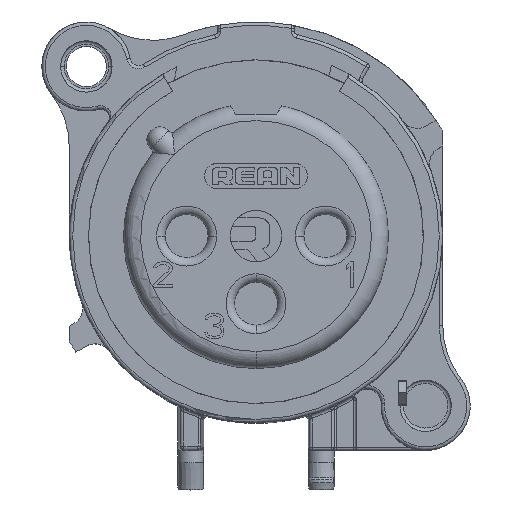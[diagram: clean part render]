
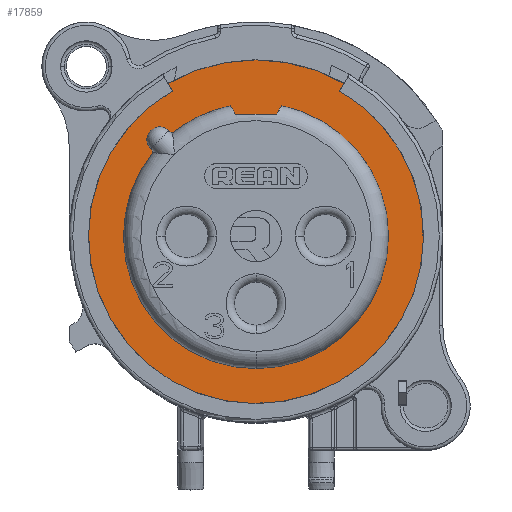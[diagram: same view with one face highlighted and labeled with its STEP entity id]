
A CAD part, top view. The second image highlights one B-rep face of the part: STEP entity #17859.
In plain terms, the highlighted planar face has unit normal (0, 0, 1).
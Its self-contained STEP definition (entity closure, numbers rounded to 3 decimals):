
#3207=CARTESIAN_POINT('',(0.,0.,7.));
#3208=DIRECTION('',(0.,0.,1.));
#3209=DIRECTION('',(0.5,0.866,0.));
#3210=AXIS2_PLACEMENT_3D('',#3207,#3208,#3209);
#3315=DIRECTION('',(-0.5,-0.866,0.));
#3316=VECTOR('',#3315,0.506);
#3317=CARTESIAN_POINT('',(5.141,8.905,7.));
#3318=LINE('',#3317,#3316);
#3319=CARTESIAN_POINT('',(0.,0.,7.));
#3320=DIRECTION('',(0.,0.,-1.));
#3321=DIRECTION('',(0.5,0.866,0.));
#3322=AXIS2_PLACEMENT_3D('',#3319,#3320,#3321);
#3324=DIRECTION('',(0.883,-0.469,0.));
#3325=VECTOR('',#3324,0.178);
#3326=CARTESIAN_POINT('',(9.543,-2.123,7.));
#3327=LINE('',#3326,#3325);
#3328=CARTESIAN_POINT('',(0.,0.,7.));
#3329=DIRECTION('',(0.,0.,-1.));
#3330=DIRECTION('',(0.943,-0.332,0.));
#3331=AXIS2_PLACEMENT_3D('',#3328,#3329,#3330);
#3333=DIRECTION('',(-1.,0.,0.));
#3334=VECTOR('',#3333,0.095);
#3335=CARTESIAN_POINT('',(8.421,-5.9,7.));
#3336=LINE('',#3335,#3334);
#3337=CARTESIAN_POINT('',(0.,0.,7.));
#3338=DIRECTION('',(0.,0.,-1.));
#3339=DIRECTION('',(0.852,-0.524,0.));
#3340=AXIS2_PLACEMENT_3D('',#3337,#3338,#3339);
#3342=DIRECTION('',(-0.5,0.866,0.));
#3343=VECTOR('',#3342,0.506);
#3344=CARTESIAN_POINT('',(-4.888,8.466,7.));
#3345=LINE('',#3344,#3343);
#3346=CARTESIAN_POINT('',(0.,0.,7.));
#3347=DIRECTION('',(0.,0.,1.));
#3348=DIRECTION('',(-0.772,0.635,0.));
#3349=AXIS2_PLACEMENT_3D('',#3346,#3347,#3348);
#3351=CARTESIAN_POINT('',(0.,0.,7.));
#3352=DIRECTION('',(0.,0.,1.));
#3353=DIRECTION('',(0.34,0.94,0.));
#3354=AXIS2_PLACEMENT_3D('',#3351,#3352,#3353);
#3356=DIRECTION('',(-0.5,-0.866,0.));
#3357=VECTOR('',#3356,0.567);
#3358=CARTESIAN_POINT('',(1.484,7.591,7.));
#3359=LINE('',#3358,#3357);
#3360=DIRECTION('',(-1.,0.,0.));
#3361=VECTOR('',#3360,2.4);
#3362=CARTESIAN_POINT('',(1.2,7.1,7.));
#3363=LINE('',#3362,#3361);
#3364=DIRECTION('',(-0.5,0.866,0.));
#3365=VECTOR('',#3364,0.567);
#3366=CARTESIAN_POINT('',(-1.2,7.1,7.));
#3367=LINE('',#3366,#3365);
#3368=CARTESIAN_POINT('',(0.,0.,7.));
#3369=DIRECTION('',(0.,0.,1.));
#3370=DIRECTION('',(-0.192,0.981,0.));
#3371=AXIS2_PLACEMENT_3D('',#3368,#3369,#3370);
#3373=CARTESIAN_POINT('',(0.,0.,7.));
#3374=DIRECTION('',(0.,0.,1.));
#3375=DIRECTION('',(-0.34,0.94,0.));
#3376=AXIS2_PLACEMENT_3D('',#3373,#3374,#3375);
#3378=DIRECTION('',(-0.707,0.707,0.));
#3379=VECTOR('',#3378,0.251);
#3380=CARTESIAN_POINT('',(-4.914,5.974,7.));
#3381=LINE('',#3380,#3379);
#3382=CARTESIAN_POINT('',(-5.621,5.621,7.));
#3383=DIRECTION('',(0.,0.,1.));
#3384=DIRECTION('',(0.707,0.707,0.));
#3385=AXIS2_PLACEMENT_3D('',#3382,#3383,#3384);
#3387=DIRECTION('',(0.707,-0.707,0.));
#3388=VECTOR('',#3387,0.251);
#3389=CARTESIAN_POINT('',(-6.152,5.091,7.));
#3390=LINE('',#3389,#3388);
#3401=DIRECTION('',(0.,-1.,0.));
#3402=VECTOR('',#3401,0.777);
#3403=CARTESIAN_POINT('',(8.326,-5.123,7.));
#3404=LINE('',#3403,#3402);
#3754=DIRECTION('',(0.,1.,0.));
#3755=VECTOR('',#3754,1.204);
#3756=CARTESIAN_POINT('',(9.7,-3.411,7.));
#3757=LINE('',#3756,#3755);
#7561=CARTESIAN_POINT('',(2.624,7.276,7.));
#11987=CARTESIAN_POINT('',(-5.974,4.914,
7.));
#11988=VERTEX_POINT('',#11987);
#11989=VERTEX_POINT('',#7561);
#11990=CARTESIAN_POINT('',(5.141,8.905,7.));
#11991=CARTESIAN_POINT('',(4.888,8.466,7.));
#11992=VERTEX_POINT('',#11990);
#11993=VERTEX_POINT('',#11991);
#11994=CARTESIAN_POINT('',(9.543,-2.123,
7.));
#11995=VERTEX_POINT('',#11994);
#11996=CARTESIAN_POINT('',(9.7,-2.207,7.));
#11997=VERTEX_POINT('',#11996);
#11998=CARTESIAN_POINT('',(9.7,-3.411,7.));
#11999=VERTEX_POINT('',#11998);
#12000=CARTESIAN_POINT('',(8.421,-5.9,7.));
#12001=VERTEX_POINT('',#12000);
#12002=CARTESIAN_POINT('',(8.326,-5.9,7.));
#12003=VERTEX_POINT('',#12002);
#12004=CARTESIAN_POINT('',(8.326,-5.123,7.));
#12005=VERTEX_POINT('',#12004);
#12006=CARTESIAN_POINT('',(-4.888,8.466,
7.));
#12007=CARTESIAN_POINT('',(-5.141,8.905,7.));
#12008=VERTEX_POINT('',#12006);
#12009=VERTEX_POINT('',#12007);
#12010=CARTESIAN_POINT('',(1.484,7.591,7.));
#12011=VERTEX_POINT('',#12010);
#12012=CARTESIAN_POINT('',(1.2,7.1,7.));
#12013=VERTEX_POINT('',#12012);
#12014=CARTESIAN_POINT('',(-1.2,7.1,7.));
#12015=VERTEX_POINT('',#12014);
#12016=CARTESIAN_POINT('',(-1.484,7.591,7.));
#12017=VERTEX_POINT('',#12016);
#12018=CARTESIAN_POINT('',(-2.631,7.274,7.));
#12019=VERTEX_POINT('',#12018);
#12020=CARTESIAN_POINT('',(-4.914,5.974,7.));
#12021=VERTEX_POINT('',#12020);
#12022=CARTESIAN_POINT('',(-5.091,6.152,7.));
#12023=VERTEX_POINT('',#12022);
#12024=CARTESIAN_POINT('',(-6.152,5.091,7.));
#12025=VERTEX_POINT('',#12024);
#17813=CARTESIAN_POINT('',(0.,0.,7.));
#17814=DIRECTION('',(0.,0.,1.));
#17815=DIRECTION('',(1.,0.,0.));
#17816=AXIS2_PLACEMENT_3D('',#17813,#17814,#17815);
#17817=PLANE('',#17816);
#17818=ORIENTED_EDGE('',*,*,#17671,.F.);
#17819=ORIENTED_EDGE('',*,*,#17753,.T.);
#17821=ORIENTED_EDGE('',*,*,#17820,.T.);
#17823=ORIENTED_EDGE('',*,*,#17822,.T.);
#17825=ORIENTED_EDGE('',*,*,#17824,.F.);
#17827=ORIENTED_EDGE('',*,*,#17826,.T.);
#17829=ORIENTED_EDGE('',*,*,#17828,.T.);
#17831=ORIENTED_EDGE('',*,*,#17830,.F.);
#17833=ORIENTED_EDGE('',*,*,#17832,.T.);
#17834=ORIENTED_EDGE('',*,*,#17799,.T.);
#17835=EDGE_LOOP('',(#17818,#17819,#17821,#17823,#17825,#17827,#17829,#17831,
#17833,#17834));
#17836=FACE_OUTER_BOUND('',#17835,.F.);
#17838=ORIENTED_EDGE('',*,*,#17837,.T.);
#17840=ORIENTED_EDGE('',*,*,#17839,.T.);
#17842=ORIENTED_EDGE('',*,*,#17841,.T.);
#17844=ORIENTED_EDGE('',*,*,#17843,.T.);
#17846=ORIENTED_EDGE('',*,*,#17845,.T.);
#17848=ORIENTED_EDGE('',*,*,#17847,.T.);
#17850=ORIENTED_EDGE('',*,*,#17849,.T.);
#17852=ORIENTED_EDGE('',*,*,#17851,.T.);
#17854=ORIENTED_EDGE('',*,*,#17853,.T.);
#17856=ORIENTED_EDGE('',*,*,#17855,.T.);
#17857=EDGE_LOOP('',(#17838,#17840,#17842,#17844,#17846,#17848,#17850,#17852,
#17854,#17856));
#17858=FACE_BOUND('',#17857,.F.);
#17859=ADVANCED_FACE('',(#17836,#17858),#17817,.T.);
#3211=CIRCLE('',#3210,10.282);
#3323=CIRCLE('',#3322,9.776);
#3332=CIRCLE('',#3331,10.282);
#3341=CIRCLE('',#3340,9.776);
#3350=CIRCLE('',#3349,7.735);
#3355=CIRCLE('',#3354,7.735);
#3372=CIRCLE('',#3371,7.735);
#3377=CIRCLE('',#3376,7.735);
#3386=CIRCLE('',#3385,0.75);
#17671=EDGE_CURVE('',#11992,#12009,#3211,.T.);
#17753=EDGE_CURVE('',#11992,#11993,#3318,.T.);
#17799=EDGE_CURVE('',#12008,#12009,#3345,.T.);
#17820=EDGE_CURVE('',#11993,#11995,#3323,.T.);
#17822=EDGE_CURVE('',#11995,#11997,#3327,.T.);
#17824=EDGE_CURVE('',#11999,#11997,#3757,.T.);
#17826=EDGE_CURVE('',#11999,#12001,#3332,.T.);
#17828=EDGE_CURVE('',#12001,#12003,#3336,.T.);
#17830=EDGE_CURVE('',#12005,#12003,#3404,.T.);
#17832=EDGE_CURVE('',#12005,#12008,#3341,.T.);
#17837=EDGE_CURVE('',#11988,#11989,#3350,.T.);
#17839=EDGE_CURVE('',#11989,#12011,#3355,.T.);
#17841=EDGE_CURVE('',#12011,#12013,#3359,.T.);
#17843=EDGE_CURVE('',#12013,#12015,#3363,.T.);
#17845=EDGE_CURVE('',#12015,#12017,#3367,.T.);
#17847=EDGE_CURVE('',#12017,#12019,#3372,.T.);
#17849=EDGE_CURVE('',#12019,#12021,#3377,.T.);
#17851=EDGE_CURVE('',#12021,#12023,#3381,.T.);
#17853=EDGE_CURVE('',#12023,#12025,#3386,.T.);
#17855=EDGE_CURVE('',#12025,#11988,#3390,.T.);
